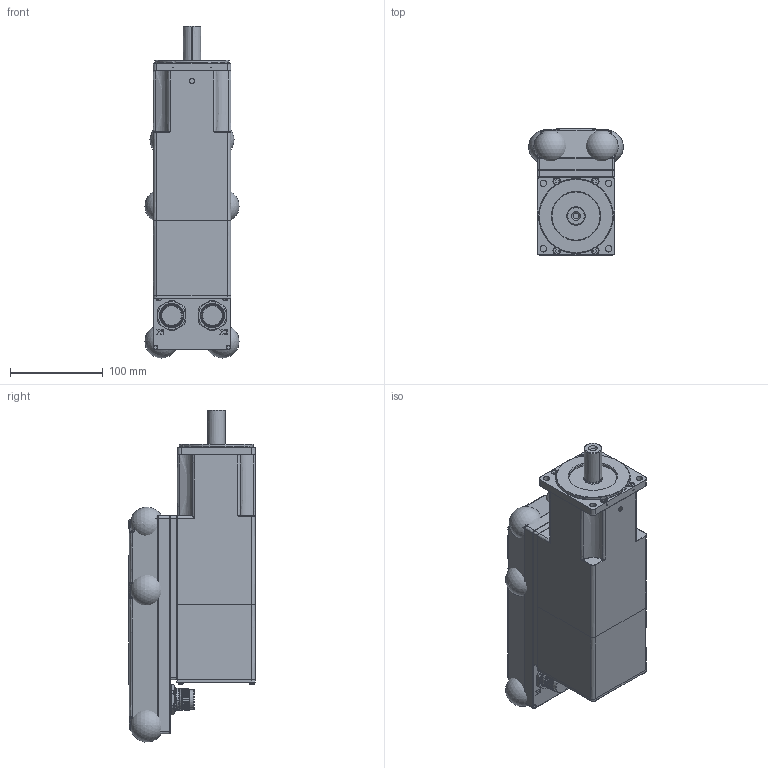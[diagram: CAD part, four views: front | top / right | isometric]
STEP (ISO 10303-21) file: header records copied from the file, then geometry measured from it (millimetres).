
FILE_DESCRIPTION((''),'2;1');
FILE_NAME('ISD510_SIZE2_B_3_8','2016-08-11T',('u269700'),(''),'CREO PARAMETRIC BY PTC INC, 2015200','CREO PARAMETRIC BY PTC INC, 2015200','');
FILE_SCHEMA(('CONFIG_CONTROL_DESIGN'));
Products named in the file (1): ISD510_SIZE2_B_3_8
Bounding box: 101.91 x 136.57 x 358.57 mm (x, y, z)
Surface area: 204143.8 mm2 (no closed solid volume)
Topology: 0 solids, 0 shells, 1609 faces, 8773 edges, 8697 vertices
Faces by surface type: bspline 1481, torus 106, sphere 22
Entity records: 171223 total; most frequent: CARTESIAN_POINT 98310, DIRECTION 10504, TRIMMED_CURVE 9094, DEFINITIONAL_REPRESENTATION 8615, PCURVE 8615, COMPOSITE_CURVE_SEGMENT 8615, VECTOR 7940, LINE 7940
